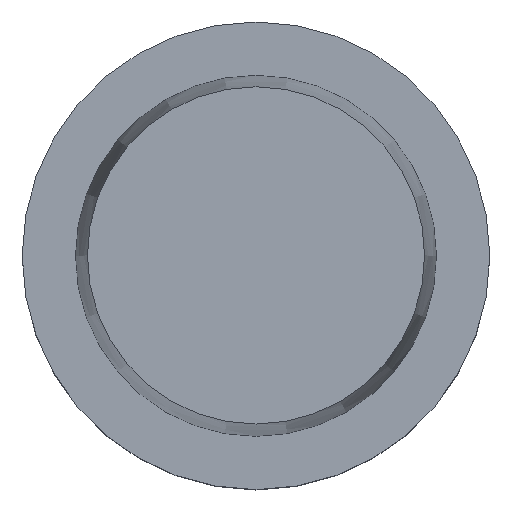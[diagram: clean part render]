
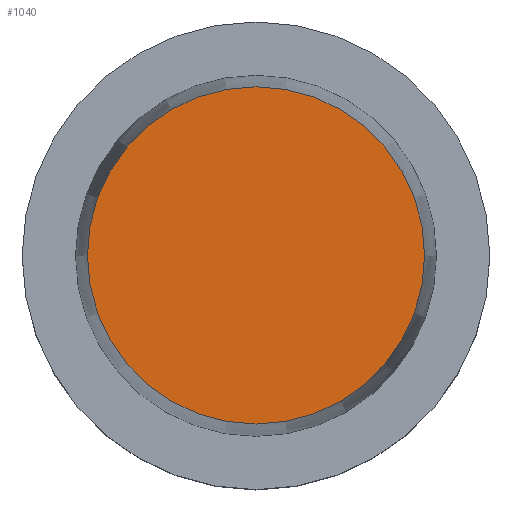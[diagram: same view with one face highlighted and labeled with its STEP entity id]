
A CAD part, top view. The second image highlights one B-rep face of the part: STEP entity #1040.
In plain terms, the highlighted planar face has unit normal (0, 0, 1).
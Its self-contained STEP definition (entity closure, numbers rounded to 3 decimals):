
#708=FACE_OUTER_BOUND('',#1557,.T.);
#849=PLANE('',#3627);
#1040=ADVANCED_FACE('CU_CO_N1_SU_3',(#708),#849,.F.);
#1557=EDGE_LOOP('',(#2137));
#2137=ORIENTED_EDGE('',*,*,#3045,.F.);
#2694=VERTEX_POINT('',#5388);
#3045=EDGE_CURVE('',#2694,#2694,#3321,.T.);
#3321=CIRCLE('',#3626,22.712);
#3626=AXIS2_PLACEMENT_3D('',#5387,#4316,#4317);
#3627=AXIS2_PLACEMENT_3D('',#5389,#4318,#4319);
#4316=DIRECTION('',(0.,0.,-1.));
#4317=DIRECTION('',(-1.,0.,0.));
#4318=DIRECTION('',(0.,0.,-1.));
#4319=DIRECTION('',(-1.,0.,0.));
#5387=CARTESIAN_POINT('',(0.,0.,32.));
#5388=CARTESIAN_POINT('',(-22.712,0.,32.));
#5389=CARTESIAN_POINT('',(0.,0.,32.));
